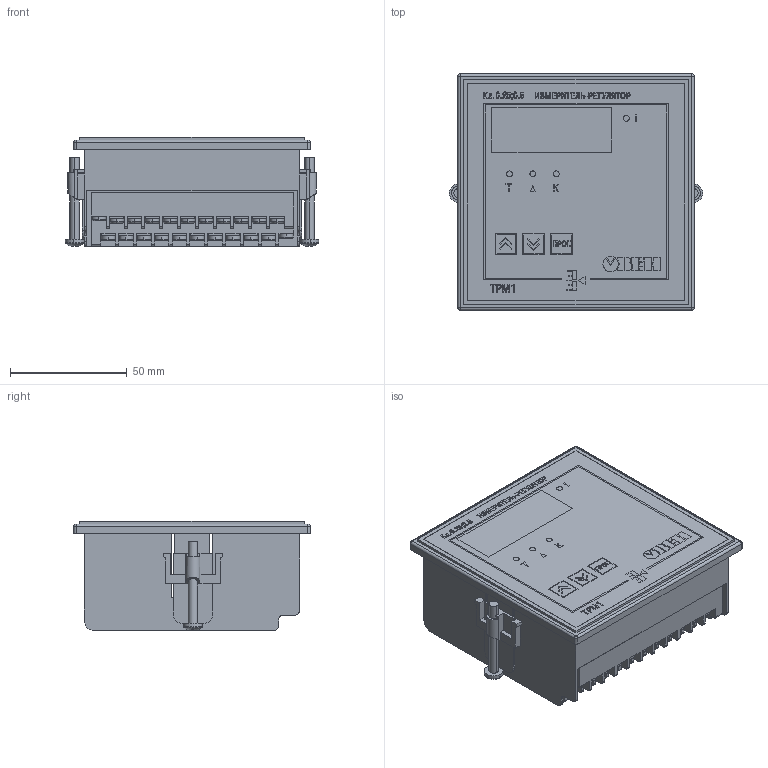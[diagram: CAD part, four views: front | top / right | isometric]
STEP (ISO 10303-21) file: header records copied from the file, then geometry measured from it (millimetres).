
FILE_DESCRIPTION (( 'STEP AP214' ), '1' );
FILE_NAME ('ﾒﾐﾌ1-ﾙ11 new.STEP', '2015-04-21T09:32:36', ( 'admin' ), ( '' ), 'SwSTEP 2.0', 'SolidWorks 2010', '' );
FILE_SCHEMA (( 'AUTOMOTIVE_DESIGN' ));
Length unit declared in the file: millimetre
Products named in the file (7): Êîðïóñ Ù11; Ýòèêåòêà  Ù11; Ðîçåòêà ÌÕ - 20; Ðåçèíà  96õ96; 栺闀闉 睯艜鍒鍣 1; 妈眚 󊅛5_B18.6.7M - M4 x 0.7 x 40 Type I Cross Recessed PHMS --40N; ﾒﾐﾌ1-ﾙ11   new
Assembly tree (8 placements, depth 2):
  ﾒﾐﾌ1-ﾙ11   new
    妈眚 󊅛5_B18.6.7M - M4 x 0.7 x 40 Type I Cross Recessed PHMS --40N  x2
    Ðåçèíà  96õ96
    栺闀闉 睯艜鍒鍣 1  x2
    Êîðïóñ Ù11
    Ðîçåòêà ÌÕ - 20
    Ýòèêåòêà  Ù11
Bounding box: 108.38 x 101 x 46.67 mm (x, y, z)
Volume: 84532.4 mm3; surface area: 104792.7 mm2
Topology: 30 solids, 30 shells, 1689 faces, 4340 edges, 2820 vertices
Faces by surface type: plane 1300, cylinder 199, bspline 134, torus 48, sphere 8
Entity records: 62695 total; most frequent: CARTESIAN_POINT 10216, ORIENTED_EDGE 8258, DIRECTION 7363, EDGE_CURVE 4129, LINE 3325, VECTOR 3325, VERTEX_POINT 2688, AXIS2_PLACEMENT_3D 2019
